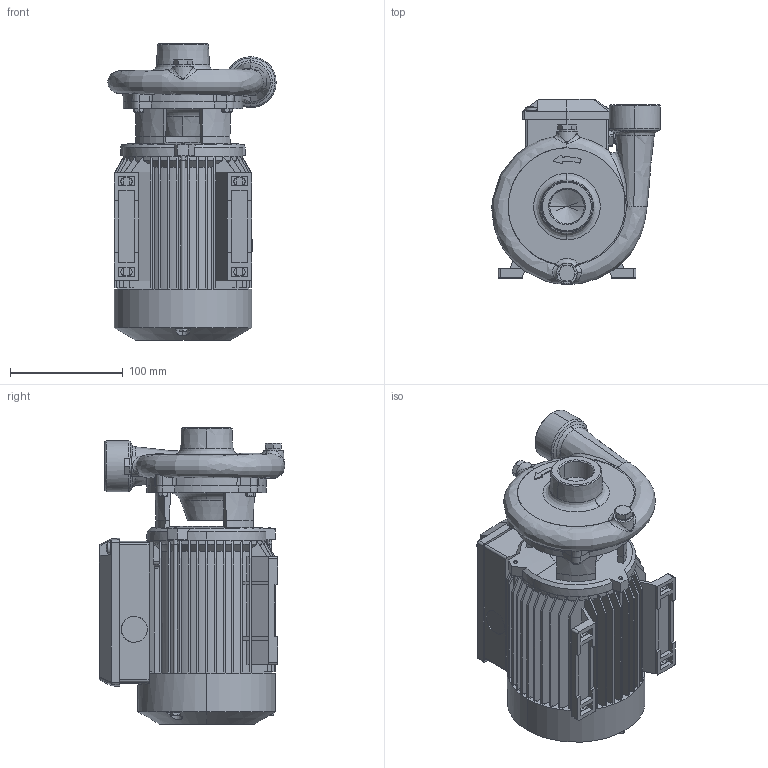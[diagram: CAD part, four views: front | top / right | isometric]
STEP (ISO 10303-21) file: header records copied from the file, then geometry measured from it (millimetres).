
FILE_DESCRIPTION (( 'STEP AP214' ), '1' );
FILE_NAME ('4_93_476_02_REV00.step', '2021-12-17T09:48:09', ( '' ), ( '' ), 'SwSTEP 2.0', 'SolidWorks 2020', '' );
FILE_SCHEMA (( 'AUTOMOTIVE_DESIGN' ));
Length unit declared in the file: millimetre
Products named in the file (1): 4_93_476_02_REV00
Bounding box: 149.01 x 164.05 x 262.35 mm (x, y, z)
Volume: 2514528.6 mm3; surface area: 303448.7 mm2
Topology: 3 solids, 3 shells, 1220 faces, 3250 edges, 2106 vertices
Faces by surface type: plane 779, cylinder 210, cone 142, bspline 81, torus 4, sphere 4
Entity records: 66084 total; most frequent: CARTESIAN_POINT 36697, ORIENTED_EDGE 6486, DIRECTION 5495, EDGE_CURVE 3243, VERTEX_POINT 2106, LINE 2037, VECTOR 2037, AXIS2_PLACEMENT_3D 1729
